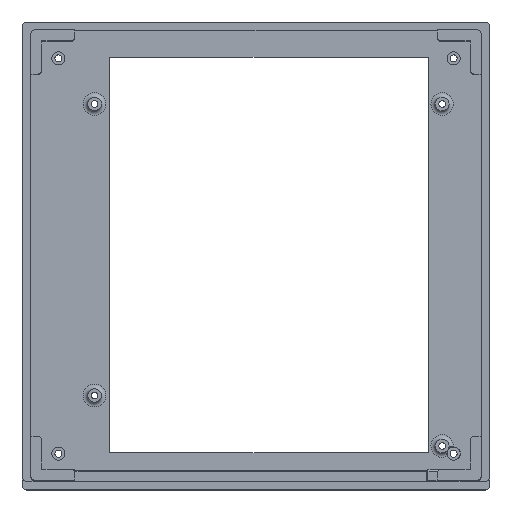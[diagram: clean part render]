
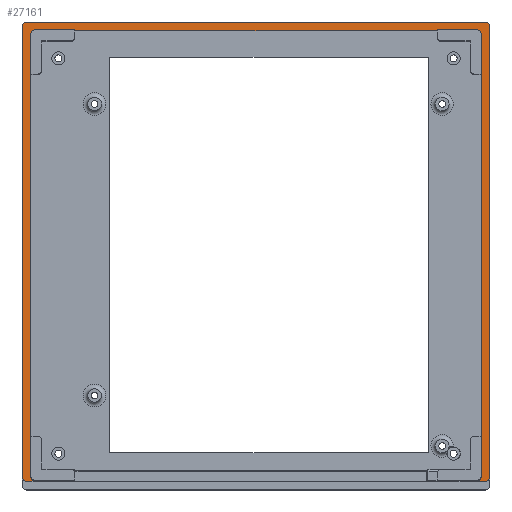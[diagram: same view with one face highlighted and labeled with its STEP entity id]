
A CAD part, top view. The second image highlights one B-rep face of the part: STEP entity #27161.
In plain terms, the highlighted planar face has unit normal (0, 0, 1).
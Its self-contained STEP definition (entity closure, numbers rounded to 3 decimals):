
#26324=CARTESIAN_POINT('',(1558.,428.,487.5));
#26325=VERTEX_POINT('',#26324);
#26342=CARTESIAN_POINT('',(1576.,428.,487.5));
#26343=VERTEX_POINT('',#26342);
#26350=CARTESIAN_POINT('',(1576.,428.,487.5));
#26351=DIRECTION('',(-1.,-0.,0.));
#26352=VECTOR('',#26351,18.);
#26353=LINE('',#26350,#26352);
#26354=EDGE_CURVE('',#26343,#26325,#26353,.T.);
#26774=CARTESIAN_POINT('',(1578.,408.,487.5));
#26775=VERTEX_POINT('',#26774);
#26806=CARTESIAN_POINT('',(1578.,426.,487.5));
#26807=VERTEX_POINT('',#26806);
#26823=CARTESIAN_POINT('',(1578.,408.,487.5));
#26824=DIRECTION('',(-0.,1.,0.));
#26825=VECTOR('',#26824,18.);
#26826=LINE('',#26823,#26825);
#26827=EDGE_CURVE('',#26775,#26807,#26826,.T.);
#26896=CARTESIAN_POINT('',(1576.,426.,487.5));
#26897=DIRECTION('',(-0.,-0.,-1.));
#26898=DIRECTION('',(1.,0.,-0.));
#26899=AXIS2_PLACEMENT_3D('',#26896,#26897,#26898);
#26900=CIRCLE('',#26899,2.);
#26901=EDGE_CURVE('',#26343,#26807,#26900,.T.);
#26961=CARTESIAN_POINT('',(1582.,226.,487.5));
#26962=VERTEX_POINT('',#26961);
#26963=CARTESIAN_POINT('',(1582.,430.,487.5));
#26964=VERTEX_POINT('',#26963);
#26965=CARTESIAN_POINT('',(1582.,226.,487.5));
#26966=DIRECTION('',(0.,1.,0.));
#26967=VECTOR('',#26966,204.);
#26968=LINE('',#26965,#26967);
#26969=EDGE_CURVE('',#26962,#26964,#26968,.T.);
#27003=CARTESIAN_POINT('',(950.,800.,487.5));
#27004=DIRECTION('',(0.,0.,1.));
#27005=DIRECTION('',(1.,0.,-0.));
#27006=AXIS2_PLACEMENT_3D('',#27003,#27004,#27005);
#27007=PLANE('',#27006);
#27008=CARTESIAN_POINT('',(1370.,430.,487.5));
#27009=VERTEX_POINT('',#27008);
#27010=CARTESIAN_POINT('',(1370.,226.,487.5));
#27011=VERTEX_POINT('',#27010);
#27012=CARTESIAN_POINT('',(1370.,430.,487.5));
#27013=DIRECTION('',(0.,-1.,0.));
#27014=VECTOR('',#27013,204.);
#27015=LINE('',#27012,#27014);
#27016=EDGE_CURVE('',#27009,#27011,#27015,.T.);
#27017=ORIENTED_EDGE('',*,*,#27016,.T.);
#27018=CARTESIAN_POINT('',(1372.,224.,487.5));
#27019=VERTEX_POINT('',#27018);
#27020=CARTESIAN_POINT('',(1372.,226.,487.5));
#27021=DIRECTION('',(0.,0.,1.));
#27022=DIRECTION('',(1.,0.,-0.));
#27023=AXIS2_PLACEMENT_3D('',#27020,#27021,#27022);
#27024=CIRCLE('',#27023,2.);
#27025=EDGE_CURVE('',#27011,#27019,#27024,.T.);
#27026=ORIENTED_EDGE('',*,*,#27025,.T.);
#27027=CARTESIAN_POINT('',(1376.,224.,487.5));
#27028=VERTEX_POINT('',#27027);
#27029=CARTESIAN_POINT('',(1372.,224.,487.5));
#27030=DIRECTION('',(1.,0.,-0.));
#27031=VECTOR('',#27030,4.);
#27032=LINE('',#27029,#27031);
#27033=EDGE_CURVE('',#27019,#27028,#27032,.T.);
#27034=ORIENTED_EDGE('',*,*,#27033,.T.);
#27035=CARTESIAN_POINT('',(1374.,226.,487.5));
#27036=VERTEX_POINT('',#27035);
#27037=CARTESIAN_POINT('',(1376.,226.,487.5));
#27038=DIRECTION('',(-0.,-0.,-1.));
#27039=DIRECTION('',(1.,0.,-0.));
#27040=AXIS2_PLACEMENT_3D('',#27037,#27038,#27039);
#27041=CIRCLE('',#27040,2.);
#27042=EDGE_CURVE('',#27028,#27036,#27041,.T.);
#27043=ORIENTED_EDGE('',*,*,#27042,.T.);
#27044=CARTESIAN_POINT('',(1374.,244.,487.5));
#27045=VERTEX_POINT('',#27044);
#27046=CARTESIAN_POINT('',(1374.,226.,487.5));
#27047=DIRECTION('',(-0.,1.,0.));
#27048=VECTOR('',#27047,18.);
#27049=LINE('',#27046,#27048);
#27050=EDGE_CURVE('',#27036,#27045,#27049,.T.);
#27051=ORIENTED_EDGE('',*,*,#27050,.T.);
#27052=CARTESIAN_POINT('',(1374.,408.,487.5));
#27053=VERTEX_POINT('',#27052);
#27054=CARTESIAN_POINT('',(1374.,244.,487.5));
#27055=DIRECTION('',(-0.,1.,0.));
#27056=VECTOR('',#27055,164.);
#27057=LINE('',#27054,#27056);
#27058=EDGE_CURVE('',#27045,#27053,#27057,.T.);
#27059=ORIENTED_EDGE('',*,*,#27058,.T.);
#27060=CARTESIAN_POINT('',(1374.,426.,487.5));
#27061=VERTEX_POINT('',#27060);
#27062=CARTESIAN_POINT('',(1374.,408.,487.5));
#27063=DIRECTION('',(-0.,1.,0.));
#27064=VECTOR('',#27063,18.);
#27065=LINE('',#27062,#27064);
#27066=EDGE_CURVE('',#27053,#27061,#27065,.T.);
#27067=ORIENTED_EDGE('',*,*,#27066,.T.);
#27068=CARTESIAN_POINT('',(1376.,428.,487.5));
#27069=VERTEX_POINT('',#27068);
#27070=CARTESIAN_POINT('',(1376.,426.,487.5));
#27071=DIRECTION('',(-0.,-0.,-1.));
#27072=DIRECTION('',(1.,0.,-0.));
#27073=AXIS2_PLACEMENT_3D('',#27070,#27071,#27072);
#27074=CIRCLE('',#27073,2.);
#27075=EDGE_CURVE('',#27061,#27069,#27074,.T.);
#27076=ORIENTED_EDGE('',*,*,#27075,.T.);
#27077=CARTESIAN_POINT('',(1394.,428.,487.5));
#27078=VERTEX_POINT('',#27077);
#27079=CARTESIAN_POINT('',(1394.,428.,487.5));
#27080=DIRECTION('',(-1.,-0.,0.));
#27081=VECTOR('',#27080,18.);
#27082=LINE('',#27079,#27081);
#27083=EDGE_CURVE('',#27078,#27069,#27082,.T.);
#27084=ORIENTED_EDGE('',*,*,#27083,.F.);
#27085=CARTESIAN_POINT('',(1558.,428.,487.5));
#27086=DIRECTION('',(-1.,-0.,0.));
#27087=VECTOR('',#27086,164.);
#27088=LINE('',#27085,#27087);
#27089=EDGE_CURVE('',#26325,#27078,#27088,.T.);
#27090=ORIENTED_EDGE('',*,*,#27089,.F.);
#27091=ORIENTED_EDGE('',*,*,#26354,.F.);
#27092=ORIENTED_EDGE('',*,*,#26901,.T.);
#27093=ORIENTED_EDGE('',*,*,#26827,.F.);
#27094=CARTESIAN_POINT('',(1578.,244.,487.5));
#27095=VERTEX_POINT('',#27094);
#27096=CARTESIAN_POINT('',(1578.,244.,487.5));
#27097=DIRECTION('',(0.,1.,0.));
#27098=VECTOR('',#27097,164.);
#27099=LINE('',#27096,#27098);
#27100=EDGE_CURVE('',#27095,#26775,#27099,.T.);
#27101=ORIENTED_EDGE('',*,*,#27100,.F.);
#27102=CARTESIAN_POINT('',(1578.,226.,487.5));
#27103=VERTEX_POINT('',#27102);
#27104=CARTESIAN_POINT('',(1578.,226.,487.5));
#27105=DIRECTION('',(0.,1.,0.));
#27106=VECTOR('',#27105,18.);
#27107=LINE('',#27104,#27106);
#27108=EDGE_CURVE('',#27103,#27095,#27107,.T.);
#27109=ORIENTED_EDGE('',*,*,#27108,.F.);
#27110=CARTESIAN_POINT('',(1576.,224.,487.5));
#27111=VERTEX_POINT('',#27110);
#27112=CARTESIAN_POINT('',(1576.,226.,487.5));
#27113=DIRECTION('',(-0.,-0.,-1.));
#27114=DIRECTION('',(1.,0.,-0.));
#27115=AXIS2_PLACEMENT_3D('',#27112,#27113,#27114);
#27116=CIRCLE('',#27115,2.);
#27117=EDGE_CURVE('',#27103,#27111,#27116,.T.);
#27118=ORIENTED_EDGE('',*,*,#27117,.T.);
#27119=CARTESIAN_POINT('',(1580.,224.,487.5));
#27120=VERTEX_POINT('',#27119);
#27121=CARTESIAN_POINT('',(1580.,224.,487.5));
#27122=DIRECTION('',(-1.,0.,0.));
#27123=VECTOR('',#27122,4.);
#27124=LINE('',#27121,#27123);
#27125=EDGE_CURVE('',#27120,#27111,#27124,.T.);
#27126=ORIENTED_EDGE('',*,*,#27125,.F.);
#27127=CARTESIAN_POINT('',(1580.,226.,487.5));
#27128=DIRECTION('',(0.,0.,1.));
#27129=DIRECTION('',(1.,0.,-0.));
#27130=AXIS2_PLACEMENT_3D('',#27127,#27128,#27129);
#27131=CIRCLE('',#27130,2.);
#27132=EDGE_CURVE('',#27120,#26962,#27131,.T.);
#27133=ORIENTED_EDGE('',*,*,#27132,.T.);
#27134=ORIENTED_EDGE('',*,*,#26969,.T.);
#27135=CARTESIAN_POINT('',(1580.,432.,487.5));
#27136=VERTEX_POINT('',#27135);
#27137=CARTESIAN_POINT('',(1580.,430.,487.5));
#27138=DIRECTION('',(0.,0.,1.));
#27139=DIRECTION('',(1.,0.,-0.));
#27140=AXIS2_PLACEMENT_3D('',#27137,#27138,#27139);
#27141=CIRCLE('',#27140,2.);
#27142=EDGE_CURVE('',#26964,#27136,#27141,.T.);
#27143=ORIENTED_EDGE('',*,*,#27142,.T.);
#27144=CARTESIAN_POINT('',(1372.,432.,487.5));
#27145=VERTEX_POINT('',#27144);
#27146=CARTESIAN_POINT('',(1580.,432.,487.5));
#27147=DIRECTION('',(-1.,0.,0.));
#27148=VECTOR('',#27147,208.);
#27149=LINE('',#27146,#27148);
#27150=EDGE_CURVE('',#27136,#27145,#27149,.T.);
#27151=ORIENTED_EDGE('',*,*,#27150,.T.);
#27152=CARTESIAN_POINT('',(1372.,430.,487.5));
#27153=DIRECTION('',(0.,0.,1.));
#27154=DIRECTION('',(1.,0.,-0.));
#27155=AXIS2_PLACEMENT_3D('',#27152,#27153,#27154);
#27156=CIRCLE('',#27155,2.);
#27157=EDGE_CURVE('',#27145,#27009,#27156,.T.);
#27158=ORIENTED_EDGE('',*,*,#27157,.T.);
#27159=EDGE_LOOP('',(#27017,#27026,#27034,#27043,#27051,#27059,#27067,#27076,#27084,#27090,#27091,#27092,#27093,#27101,#27109,#27118,#27126,#27133,#27134,#27143,#27151,#27158));
#27160=FACE_BOUND('',#27159,.T.);
#27161=ADVANCED_FACE('',(#27160),#27007,.T.);
